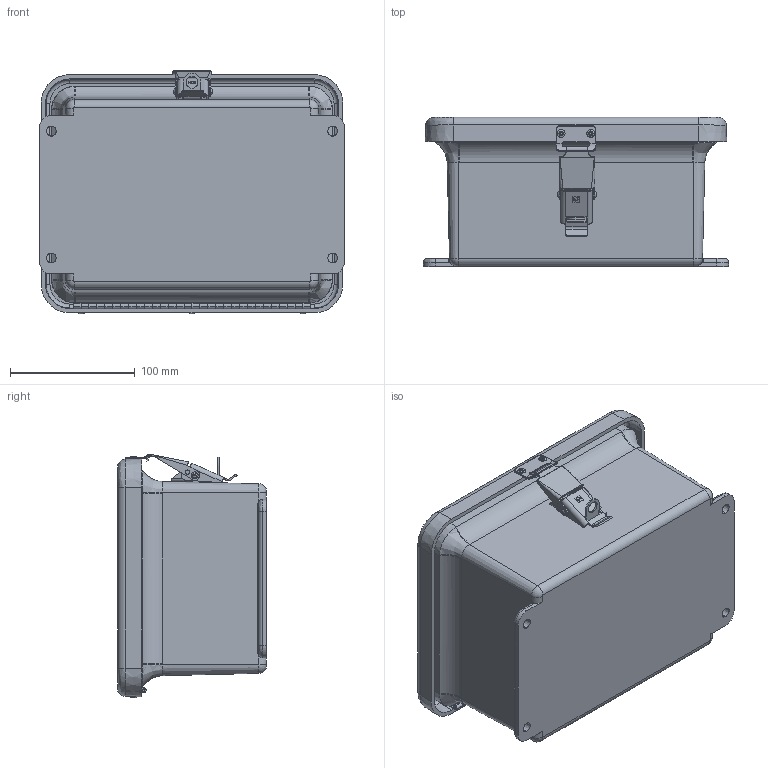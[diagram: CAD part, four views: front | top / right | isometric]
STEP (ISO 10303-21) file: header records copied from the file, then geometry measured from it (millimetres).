
FILE_DESCRIPTION (( 'STEP AP214' ), '1' );
FILE_NAME ('NBF080604_3D.step', '2024-06-03T14:31:42', ( '' ), ( '' ), 'SwSTEP 2.0', 'SolidWorks 2022', '' );
FILE_SCHEMA (( 'AUTOMOTIVE_DESIGN' ));
Length unit declared in the file: inch
Products named in the file (21): HPL LOCKING LAYER; HPL latch pin; RMHINGBOX7.5; RMLATJHPL_22; HPL HOOK BLADE; RMRIV43; GASKET_806; J806HLCVR; HPL latch pin 2; NBF080604_3D; J806HL_4; RMINS45821P_243; RMHING7.5(J806); RMHINGCOV7.5; RMINS45821P_244; RMHINGPIN7.5; RMKEEPJHPL; HPL ANCHOR PLATE; J806BHL; RMINS45821P_245; RMINS45821P_246
Assembly tree (28 placements, depth 3):
  NBF080604_3D
    J806BHL
      J806HL_4
      RMINS45821P_243
      RMINS45821P_244
      RMINS45821P_245
      RMINS45821P_246
    J806HLCVR
    GASKET_806
    RMHING7.5(J806)
      RMHINGCOV7.5
      RMHINGBOX7.5
      RMHINGPIN7.5
    RMRIV43  x9
    RMLATJHPL_22
      HPL ANCHOR PLATE
      HPL LOCKING LAYER
      HPL HOOK BLADE
      HPL latch pin
      HPL latch pin 2
    RMKEEPJHPL
Bounding box: 244.47 x 119.35 x 195.18 mm (x, y, z)
Volume: 742264 mm3; surface area: 398489.8 mm2
Topology: 24 solids, 25 shells, 898 faces, 2309 edges, 1480 vertices
Faces by surface type: cylinder 449, plane 299, bspline 70, cone 60, torus 20
Entity records: 41769 total; most frequent: CARTESIAN_POINT 10633, ORIENTED_EDGE 4338, DIRECTION 4312, EDGE_CURVE 2171, AXIS2_PLACEMENT_3D 1611, VERTEX_POINT 1400, VECTOR 1090, LINE 1090
